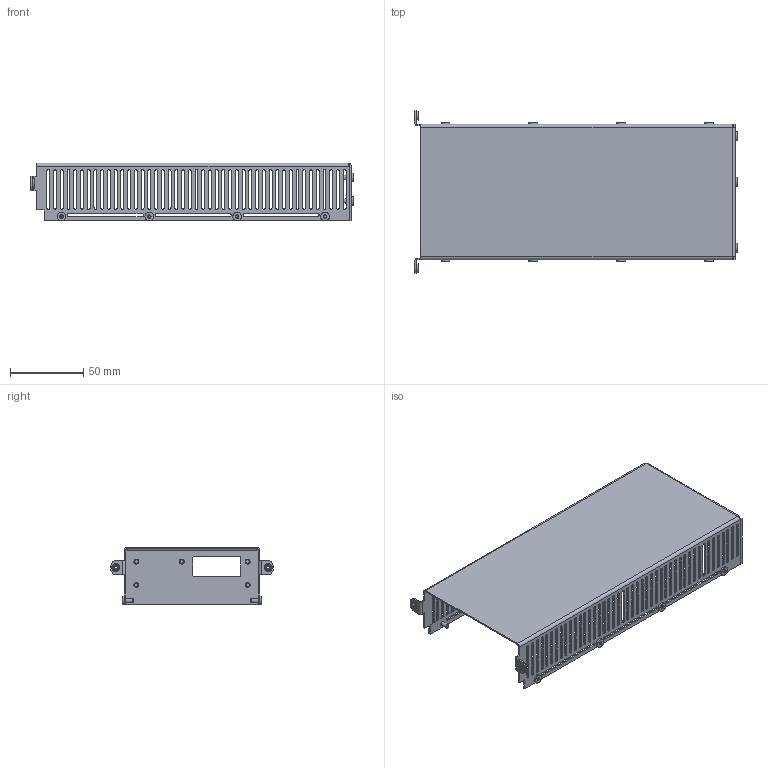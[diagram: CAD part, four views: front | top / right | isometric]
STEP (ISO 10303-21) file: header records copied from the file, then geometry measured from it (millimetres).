
FILE_DESCRIPTION(/* description */ (''),/* implementation_level */ '2;1');
FILE_NAME(/* name */ 'DIOTPSU-A02.v1.stp',/* time_stamp */ '2025-03-20T15:15:15+01:00',/* author */ ('MarcinMagdziakCAD'),/* organization */ (''),/* preprocessor_version */ 'ST-DEVELOPER v20',/* originating_system */ 'Autodesk Inventor 2024',/* authorisation */ '');
FILE_SCHEMA (('AUTOMOTIVE_DESIGN { 1 0 10303 214 3 1 1 }'));
Length unit declared in the file: millimetre
Products named in the file (1): DIOTPSU-A02
Bounding box: 220.27 x 111 x 39.5 mm (x, y, z)
Volume: 34818.7 mm3; surface area: 76435.4 mm2
Topology: 16 solids, 16 shells, 926 faces, 2587 edges, 1622 vertices
Faces by surface type: cylinder 415, plane 397, cone 114
Full cylindrical faces by diameter (mm): 2.013 x2, 3 x13, 3.2 x8, 3.4 x5, 4.22 x2, 4.25 x2, 5.46 x2, 6 x13, 6.3 x2
Entity records: 34769 total; most frequent: CARTESIAN_POINT 9360, ORIENTED_EDGE 5328, DIRECTION 4847, EDGE_CURVE 2664, AXIS2_PLACEMENT_3D 1659, VERTEX_POINT 1622, LINE 1529, VECTOR 1529
